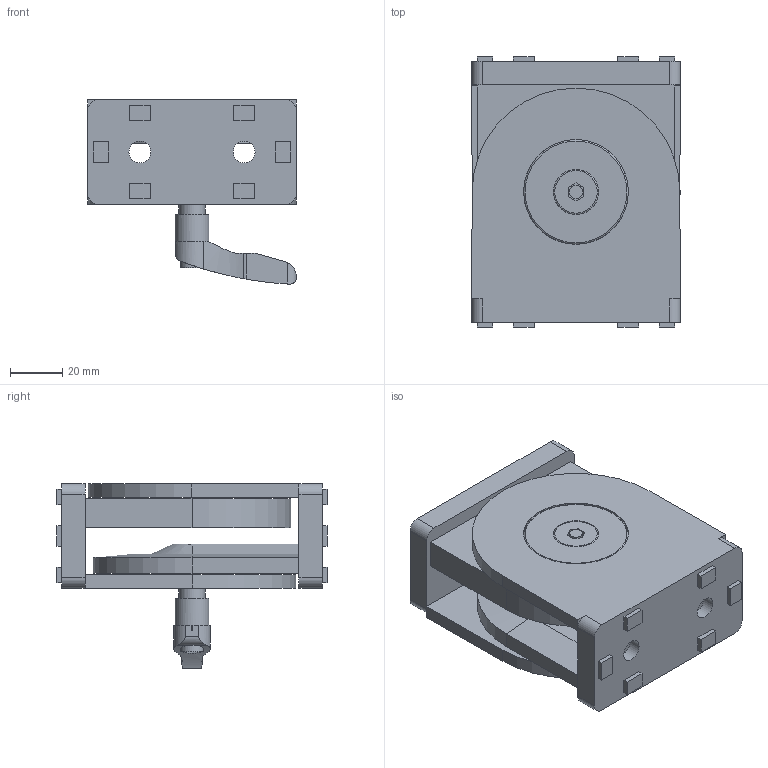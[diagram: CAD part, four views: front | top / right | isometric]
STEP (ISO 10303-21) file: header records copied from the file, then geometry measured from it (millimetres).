
FILE_DESCRIPTION( ( 'STEP AP214' ), '1' );
FILE_NAME( 'K1051.208408008.stp', '2020-12-10T09:29:15', ( '' ), ( '' ), ' ', 'PARTsolutions', ' ' );
FILE_SCHEMA( ( 'AUTOMOTIVE_DESIGN { 1 0 10303 214 1 1 1 1 }' ) );
Length unit declared in the file: millimetre
Products named in the file (4): K1051.208408008; _K1051_gelenk83; _K1051_gelenk88; _K0123.1061X10
Assembly tree (3 placements, depth 2):
  K1051.208408008
    _K1051_gelenk83
    _K1051_gelenk88
    _K0123.1061X10
Bounding box: 80 x 103.6 x 70.67 mm (x, y, z)
Volume: 220931.7 mm3; surface area: 71115.8 mm2
Topology: 3 solids, 3 shells, 226 faces, 555 edges, 364 vertices
Faces by surface type: plane 155, cylinder 62, cone 6, torus 3
Full cylindrical faces by diameter (mm): 4.917 x1, 5 x4, 6 x1, 8.4 x4, 8.6 x2, 10 x1, 10.5 x1, 13 x1, 17.3 x1, 40 x2, 40.2 x2
Entity records: 8491 total; most frequent: CARTESIAN_POINT 1365, DIRECTION 1065, ORIENTED_EDGE 1036, EDGE_CURVE 518, LINE 377, VECTOR 377, VERTEX_POINT 354, AXIS2_PLACEMENT_3D 344
